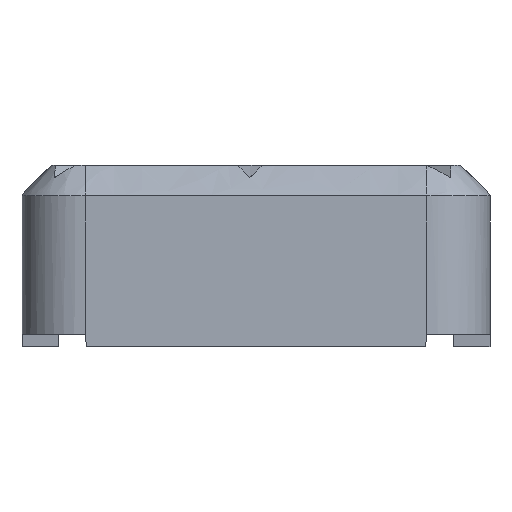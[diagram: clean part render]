
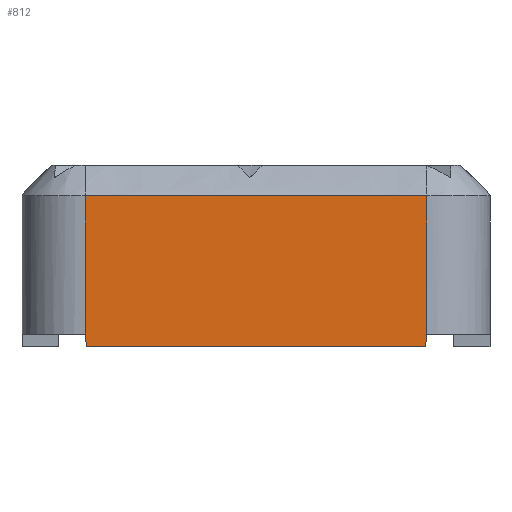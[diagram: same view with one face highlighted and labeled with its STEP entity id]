
A CAD part, left-side view. The second image highlights one B-rep face of the part: STEP entity #812.
In plain terms, the highlighted planar face has unit normal (-1, 0, 0).
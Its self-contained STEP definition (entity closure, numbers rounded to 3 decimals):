
#44 = CARTESIAN_POINT ( 'NONE',  ( -2.6, 14., 2.411 ) ) ;
#48 = ORIENTED_EDGE ( 'NONE', *, *, #772, .T. ) ;
#88 = B_SPLINE_CURVE_WITH_KNOTS ( 'NONE', 3,
 ( #763, #119, #1943, #1674 ),
 .UNSPECIFIED., .F., .F.,
 ( 4, 4 ),
 ( 0., 1. ),
 .UNSPECIFIED. ) ;
#103 = VERTEX_POINT ( 'NONE', #1208 ) ;
#119 = CARTESIAN_POINT ( 'NONE',  ( -2.6, 4.667, 8.591 ) ) ;
#181 = PLANE ( 'NONE',  #1087 ) ;
#195 = VECTOR ( 'NONE', #1973, 1000. ) ;
#239 = ORIENTED_EDGE ( 'NONE', *, *, #1019, .F. ) ;
#296 = DIRECTION ( 'NONE',  ( 0., 0.087, -0.996 ) ) ;
#366 = EDGE_CURVE ( 'NONE', #2201, #2573, #1402, .T. ) ;
#540 = CARTESIAN_POINT ( 'NONE',  ( -2.6, 14., 2.911 ) ) ;
#727 = DIRECTION ( 'NONE',  ( 0., -1., 0. ) ) ;
#763 = CARTESIAN_POINT ( 'NONE',  ( -2.6, 0., 8.591 ) ) ;
#772 = EDGE_CURVE ( 'NONE', #1753, #2926, #88, .T. ) ;
#812 = ADVANCED_FACE ( 'NONE', ( #866 ), #181, .F. ) ;
#863 = EDGE_CURVE ( 'NONE', #2113, #2201, #2004, .T. ) ;
#866 = FACE_OUTER_BOUND ( 'NONE', #2307, .T. ) ;
#1019 = EDGE_CURVE ( 'NONE', #103, #2573, #1422, .T. ) ;
#1087 = AXIS2_PLACEMENT_3D ( 'NONE', #2243, #1546, #1119 ) ;
#1119 = DIRECTION ( 'NONE',  ( 0., 1., 0. ) ) ;
#1208 = CARTESIAN_POINT ( 'NONE',  ( -2.6, 0., 2.911 ) ) ;
#1318 = CARTESIAN_POINT ( 'NONE',  ( -2.6, 17.064, 37.937 ) ) ;
#1336 = DIRECTION ( 'NONE',  ( 0., 0., -1. ) ) ;
#1402 = LINE ( 'NONE', #44, #2956 ) ;
#1422 = LINE ( 'NONE', #2328, #1634 ) ;
#1511 = ORIENTED_EDGE ( 'NONE', *, *, #366, .T. ) ;
#1546 = DIRECTION ( 'NONE',  ( 1., 0., 0. ) ) ;
#1589 = ORIENTED_EDGE ( 'NONE', *, *, #1626, .T. ) ;
#1626 = EDGE_CURVE ( 'NONE', #2926, #2113, #2291, .T. ) ;
#1634 = VECTOR ( 'NONE', #296, 1000. ) ;
#1674 = CARTESIAN_POINT ( 'NONE',  ( -2.6, 14., 8.591 ) ) ;
#1701 = VECTOR ( 'NONE', #2426, 1000. ) ;
#1718 = CARTESIAN_POINT ( 'NONE',  ( -2.6, 13.956, 2.411 ) ) ;
#1753 = VERTEX_POINT ( 'NONE', #2257 ) ;
#1875 = EDGE_CURVE ( 'NONE', #1753, #103, #2654, .T. ) ;
#1943 = CARTESIAN_POINT ( 'NONE',  ( -2.6, 9.333, 8.591 ) ) ;
#1973 = DIRECTION ( 'NONE',  ( 0., -0.087, -0.996 ) ) ;
#2004 = LINE ( 'NONE', #1318, #195 ) ;
#2113 = VERTEX_POINT ( 'NONE', #540 ) ;
#2163 = CARTESIAN_POINT ( 'NONE',  ( -2.6, 0.044, 2.411 ) ) ;
#2201 = VERTEX_POINT ( 'NONE', #1718 ) ;
#2212 = ORIENTED_EDGE ( 'NONE', *, *, #1875, .F. ) ;
#2243 = CARTESIAN_POINT ( 'NONE',  ( -2.6, 14., 38.205 ) ) ;
#2257 = CARTESIAN_POINT ( 'NONE',  ( -2.6, 0., 8.591 ) ) ;
#2262 = CARTESIAN_POINT ( 'NONE',  ( -2.6, 14., 38.205 ) ) ;
#2291 = LINE ( 'NONE', #2262, #2508 ) ;
#2307 = EDGE_LOOP ( 'NONE', ( #2212, #48, #1589, #2391, #1511, #239 ) ) ;
#2328 = CARTESIAN_POINT ( 'NONE',  ( -2.6, -2.958, 36.722 ) ) ;
#2391 = ORIENTED_EDGE ( 'NONE', *, *, #863, .T. ) ;
#2397 = CARTESIAN_POINT ( 'NONE',  ( -2.6, 0., 38.205 ) ) ;
#2426 = DIRECTION ( 'NONE',  ( 0., 0., -1. ) ) ;
#2508 = VECTOR ( 'NONE', #1336, 1000. ) ;
#2573 = VERTEX_POINT ( 'NONE', #2163 ) ;
#2654 = LINE ( 'NONE', #2397, #1701 ) ;
#2926 = VERTEX_POINT ( 'NONE', #2929 ) ;
#2929 = CARTESIAN_POINT ( 'NONE',  ( -2.6, 14., 8.591 ) ) ;
#2956 = VECTOR ( 'NONE', #727, 1000. ) ;
